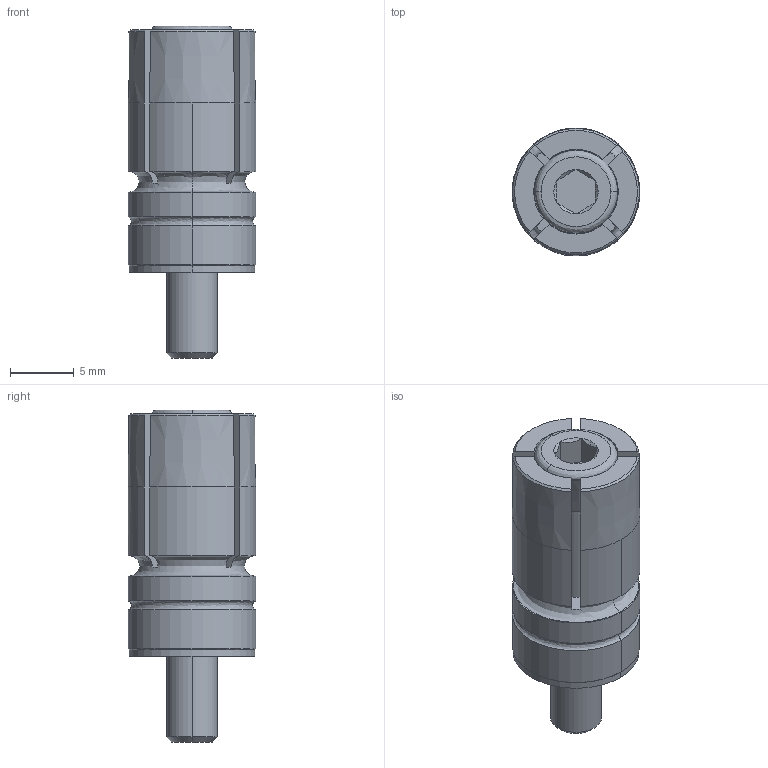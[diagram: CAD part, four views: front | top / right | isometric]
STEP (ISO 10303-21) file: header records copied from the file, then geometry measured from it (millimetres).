
FILE_DESCRIPTION (( 'STEP AP203' ), '1' );
FILE_NAME ('pepp10s.STEP', '2021-10-26T05:29:50', ( '' ), ( '' ), 'SwSTEP 2.0', 'SolidWorks 2020', '' );
FILE_SCHEMA (( 'CONFIG_CONTROL_DESIGN' ));
Length unit declared in the file: millimetre
Products named in the file (3): pepp10s_02; pepp10s_01; pepp10s
Assembly tree (2 placements, depth 2):
  pepp10s
    pepp10s_01
    pepp10s_02
Bounding box: 10 x 10 x 26 mm (x, y, z)
Volume: 1339.9 mm3; surface area: 1610.7 mm2
Topology: 2 solids, 2 shells, 85 faces, 212 edges, 133 vertices
Faces by surface type: plane 32, cone 30, cylinder 15, bspline 8
Entity records: 3196 total; most frequent: CARTESIAN_POINT 912, ORIENTED_EDGE 424, DIRECTION 419, EDGE_CURVE 212, AXIS2_PLACEMENT_3D 170, VERTEX_POINT 133, EDGE_LOOP 89, CIRCLE 88
